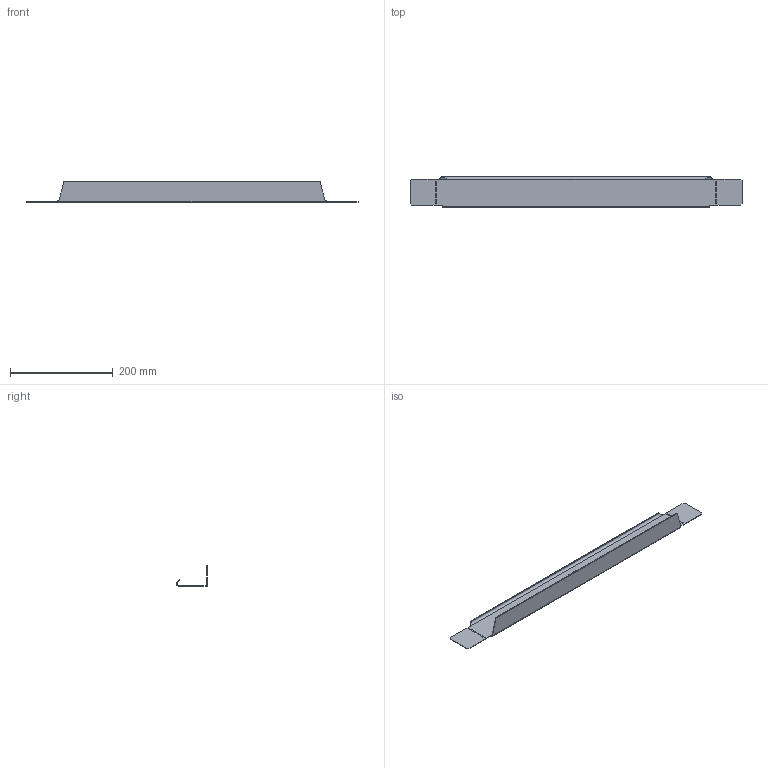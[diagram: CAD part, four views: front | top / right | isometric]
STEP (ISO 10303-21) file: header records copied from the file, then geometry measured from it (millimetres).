
FILE_DESCRIPTION((''),'2;1');
FILE_NAME('7106130','2012-11-20T',('AndreasKeweloh'),(''),'PRO/ENGINEER BY PARAMETRIC TECHNOLOGY CORPORATION, 2012230','PRO/ENGINEER BY PARAMETRIC TECHNOLOGY CORPORATION, 2012230','');
FILE_SCHEMA(('CONFIG_CONTROL_DESIGN'));
Length unit declared in the file: millimetre
Products named in the file (1): 7106130
Bounding box: 645 x 60 x 40 mm (x, y, z)
Volume: 62576.3 mm3; surface area: 126964.4 mm2
Topology: 1 solids, 1 shells, 382 faces, 1027 edges, 680 vertices
Faces by surface type: plane 269, extrusion 77, cylinder 32, bspline 4
Entity records: 14199 total; most frequent: CARTESIAN_POINT 4817, ORIENTED_EDGE 2054, DIRECTION 1602, EDGE_CURVE 1027, VECTOR 884, LINE 807, VERTEX_POINT 680, EDGE_LOOP 431
